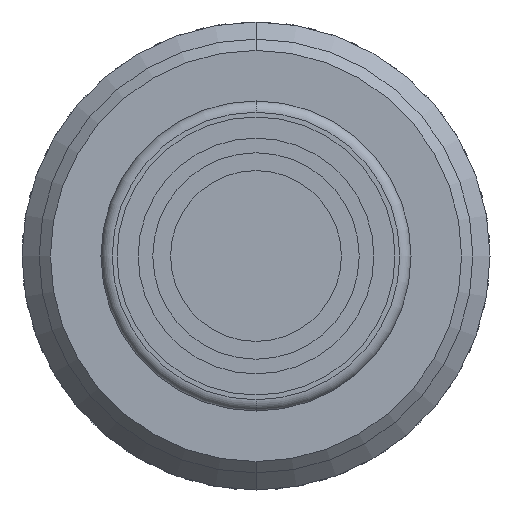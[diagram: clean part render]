
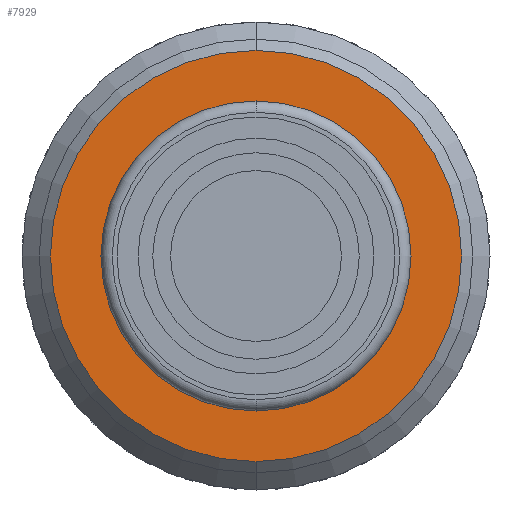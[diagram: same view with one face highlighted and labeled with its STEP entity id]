
A CAD part, front view. The second image highlights one B-rep face of the part: STEP entity #7929.
In plain terms, the highlighted planar face has unit normal (0, -1, 0).
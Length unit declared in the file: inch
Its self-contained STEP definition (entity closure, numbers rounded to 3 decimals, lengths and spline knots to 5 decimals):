
#29 = FACE_BOUND ( 'NONE', #506, .T. ) ;
#232 = CARTESIAN_POINT ( 'NONE',  ( 0., 0.53578, 0.275 ) ) ;
#267 = CARTESIAN_POINT ( 'NONE',  ( 0., 0.53578, -0.36465 ) ) ;
#432 = DIRECTION ( 'NONE',  ( 0., -1., 0. ) ) ;
#496 = CARTESIAN_POINT ( 'NONE',  ( 0., 0.53578, 0. ) ) ;
#506 = EDGE_LOOP ( 'NONE', ( #3462, #686 ) ) ;
#603 = CARTESIAN_POINT ( 'NONE',  ( 0., 0.53578, -0.275 ) ) ;
#686 = ORIENTED_EDGE ( 'NONE', *, *, #9319, .F. ) ;
#811 = DIRECTION ( 'NONE',  ( 0., -1., 0. ) ) ;
#839 = AXIS2_PLACEMENT_3D ( 'NONE', #496, #4830, #1290 ) ;
#1236 = VERTEX_POINT ( 'NONE', #603 ) ;
#1290 = DIRECTION ( 'NONE',  ( 0., 0., -1. ) ) ;
#1579 = DIRECTION ( 'NONE',  ( 0., 0., -1. ) ) ;
#1852 = VERTEX_POINT ( 'NONE', #9787 ) ;
#1941 = FACE_OUTER_BOUND ( 'NONE', #3830, .T. ) ;
#2154 = EDGE_CURVE ( 'NONE', #2166, #1236, #8823, .T. ) ;
#2166 = VERTEX_POINT ( 'NONE', #232 ) ;
#2747 = AXIS2_PLACEMENT_3D ( 'NONE', #8431, #10142, #1579 ) ;
#3029 = CIRCLE ( 'NONE', #839, 0.36465 ) ;
#3031 = PLANE ( 'NONE',  #2747 ) ;
#3349 = DIRECTION ( 'NONE',  ( 0., -1., 0. ) ) ;
#3462 = ORIENTED_EDGE ( 'NONE', *, *, #2154, .F. ) ;
#3730 = ORIENTED_EDGE ( 'NONE', *, *, #8322, .T. ) ;
#3830 = EDGE_LOOP ( 'NONE', ( #6986, #3730 ) ) ;
#3945 = DIRECTION ( 'NONE',  ( 0., 0., -1. ) ) ;
#4767 = CARTESIAN_POINT ( 'NONE',  ( 0., 0.53578, 0. ) ) ;
#4830 = DIRECTION ( 'NONE',  ( 0., -1., 0. ) ) ;
#4923 = AXIS2_PLACEMENT_3D ( 'NONE', #8510, #3349, #10903 ) ;
#5040 = AXIS2_PLACEMENT_3D ( 'NONE', #4767, #432, #3945 ) ;
#5844 = CIRCLE ( 'NONE', #7334, 0.36465 ) ;
#6054 = CARTESIAN_POINT ( 'NONE',  ( 0., 0.53578, 0. ) ) ;
#6986 = ORIENTED_EDGE ( 'NONE', *, *, #10210, .T. ) ;
#7334 = AXIS2_PLACEMENT_3D ( 'NONE', #6054, #811, #7752 ) ;
#7752 = DIRECTION ( 'NONE',  ( 0., 0., -1. ) ) ;
#7756 = CIRCLE ( 'NONE', #4923, 0.275 ) ;
#7929 = ADVANCED_FACE ( 'NONE', ( #29, #1941 ), #3031, .T. ) ;
#8322 = EDGE_CURVE ( 'NONE', #9814, #1852, #3029, .T. ) ;
#8431 = CARTESIAN_POINT ( 'NONE',  ( 0.38465, 0.53578, 0. ) ) ;
#8510 = CARTESIAN_POINT ( 'NONE',  ( 0., 0.53578, 0. ) ) ;
#8823 = CIRCLE ( 'NONE', #5040, 0.275 ) ;
#9319 = EDGE_CURVE ( 'NONE', #1236, #2166, #7756, .T. ) ;
#9787 = CARTESIAN_POINT ( 'NONE',  ( 0., 0.53578, 0.36465 ) ) ;
#9814 = VERTEX_POINT ( 'NONE', #267 ) ;
#10142 = DIRECTION ( 'NONE',  ( 0., -1., 0. ) ) ;
#10210 = EDGE_CURVE ( 'NONE', #1852, #9814, #5844, .T. ) ;
#10903 = DIRECTION ( 'NONE',  ( 0., 0., -1. ) ) ;
